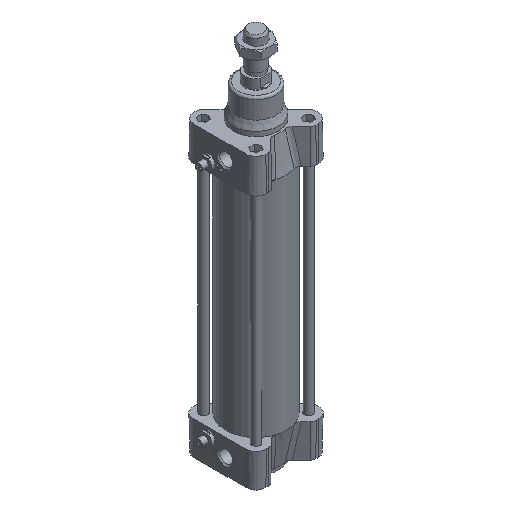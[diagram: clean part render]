
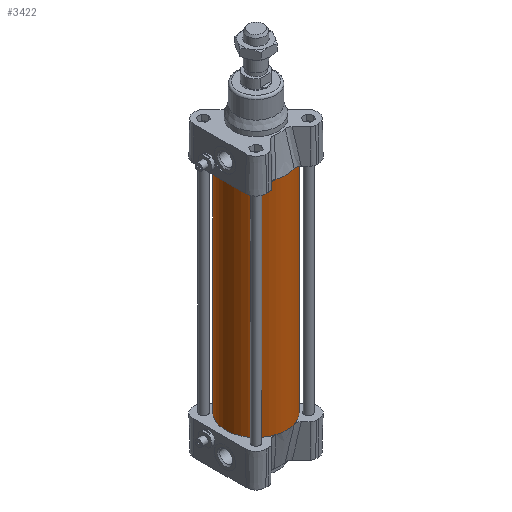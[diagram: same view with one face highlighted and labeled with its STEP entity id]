
A CAD part, isometric view. The second image highlights one B-rep face of the part: STEP entity #3422.
In plain terms, the highlighted cylindrical face has radius 27 mm (diameter 54 mm), a full revolution.
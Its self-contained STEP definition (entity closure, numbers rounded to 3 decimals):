
#803=FACE_BOUND('',#1150,.T.);
#915=FACE_OUTER_BOUND('',#1149,.T.);
#1149=EDGE_LOOP('',(#2506,#2507,#2508,#2509,#2510,#2511));
#1150=EDGE_LOOP('',(#2512,#2513,#2514,#2515,#2516,#2517));
#1437=CIRCLE('',#3693,27.);
#1438=CIRCLE('',#3694,27.);
#1439=CIRCLE('',#3695,27.);
#1440=CIRCLE('',#3696,27.);
#1441=CIRCLE('',#3697,27.);
#1442=CIRCLE('',#3698,27.);
#1443=CIRCLE('',#3699,27.);
#1444=CIRCLE('',#3700,27.);
#1445=CIRCLE('',#3701,27.);
#1446=CIRCLE('',#3702,27.);
#1447=CIRCLE('',#3703,27.);
#1448=CIRCLE('',#3704,27.);
#1626=VERTEX_POINT('',#5216);
#1627=VERTEX_POINT('',#5217);
#1628=VERTEX_POINT('',#5219);
#1629=VERTEX_POINT('',#5221);
#1630=VERTEX_POINT('',#5223);
#1631=VERTEX_POINT('',#5225);
#1632=VERTEX_POINT('',#5228);
#1633=VERTEX_POINT('',#5229);
#1634=VERTEX_POINT('',#5231);
#1635=VERTEX_POINT('',#5233);
#1636=VERTEX_POINT('',#5235);
#1637=VERTEX_POINT('',#5237);
#1969=EDGE_CURVE('',#1626,#1627,#1437,.T.);
#1970=EDGE_CURVE('',#1628,#1626,#1438,.T.);
#1971=EDGE_CURVE('',#1629,#1628,#1439,.T.);
#1972=EDGE_CURVE('',#1630,#1629,#1440,.T.);
#1973=EDGE_CURVE('',#1631,#1630,#1441,.T.);
#1974=EDGE_CURVE('',#1627,#1631,#1442,.T.);
#1975=EDGE_CURVE('',#1632,#1633,#1443,.T.);
#1976=EDGE_CURVE('',#1634,#1632,#1444,.T.);
#1977=EDGE_CURVE('',#1635,#1634,#1445,.T.);
#1978=EDGE_CURVE('',#1636,#1635,#1446,.T.);
#1979=EDGE_CURVE('',#1637,#1636,#1447,.T.);
#1980=EDGE_CURVE('',#1633,#1637,#1448,.T.);
#2506=ORIENTED_EDGE('',*,*,#1969,.F.);
#2507=ORIENTED_EDGE('',*,*,#1970,.F.);
#2508=ORIENTED_EDGE('',*,*,#1971,.F.);
#2509=ORIENTED_EDGE('',*,*,#1972,.F.);
#2510=ORIENTED_EDGE('',*,*,#1973,.F.);
#2511=ORIENTED_EDGE('',*,*,#1974,.F.);
#2512=ORIENTED_EDGE('',*,*,#1975,.F.);
#2513=ORIENTED_EDGE('',*,*,#1976,.F.);
#2514=ORIENTED_EDGE('',*,*,#1977,.F.);
#2515=ORIENTED_EDGE('',*,*,#1978,.F.);
#2516=ORIENTED_EDGE('',*,*,#1979,.F.);
#2517=ORIENTED_EDGE('',*,*,#1980,.F.);
#3364=CYLINDRICAL_SURFACE('',#3692,27.);
#3422=ADVANCED_FACE('',(#915,#803),#3364,.T.);
#3692=AXIS2_PLACEMENT_3D('',#5215,#4194,#4195);
#3693=AXIS2_PLACEMENT_3D('',#5218,#4196,#4197);
#3694=AXIS2_PLACEMENT_3D('',#5220,#4198,#4199);
#3695=AXIS2_PLACEMENT_3D('',#5222,#4200,#4201);
#3696=AXIS2_PLACEMENT_3D('',#5224,#4202,#4203);
#3697=AXIS2_PLACEMENT_3D('',#5226,#4204,#4205);
#3698=AXIS2_PLACEMENT_3D('',#5227,#4206,#4207);
#3699=AXIS2_PLACEMENT_3D('',#5230,#4208,#4209);
#3700=AXIS2_PLACEMENT_3D('',#5232,#4210,#4211);
#3701=AXIS2_PLACEMENT_3D('',#5234,#4212,#4213);
#3702=AXIS2_PLACEMENT_3D('',#5236,#4214,#4215);
#3703=AXIS2_PLACEMENT_3D('',#5238,#4216,#4217);
#3704=AXIS2_PLACEMENT_3D('',#5239,#4218,#4219);
#4194=DIRECTION('center_axis',(0.,0.,1.));
#4195=DIRECTION('ref_axis',(-1.,0.,0.));
#4196=DIRECTION('center_axis',(0.,0.,-1.));
#4197=DIRECTION('ref_axis',(-1.,0.,0.));
#4198=DIRECTION('center_axis',(0.,0.,-1.));
#4199=DIRECTION('ref_axis',(-1.,0.,0.));
#4200=DIRECTION('center_axis',(0.,0.,-1.));
#4201=DIRECTION('ref_axis',(-1.,0.,0.));
#4202=DIRECTION('center_axis',(0.,0.,-1.));
#4203=DIRECTION('ref_axis',(-1.,0.,0.));
#4204=DIRECTION('center_axis',(0.,0.,-1.));
#4205=DIRECTION('ref_axis',(-1.,0.,0.));
#4206=DIRECTION('center_axis',(0.,0.,-1.));
#4207=DIRECTION('ref_axis',(-1.,0.,0.));
#4208=DIRECTION('center_axis',(0.,0.,1.));
#4209=DIRECTION('ref_axis',(-1.,0.,0.));
#4210=DIRECTION('center_axis',(0.,0.,1.));
#4211=DIRECTION('ref_axis',(-1.,0.,0.));
#4212=DIRECTION('center_axis',(0.,0.,1.));
#4213=DIRECTION('ref_axis',(-1.,0.,0.));
#4214=DIRECTION('center_axis',(0.,0.,1.));
#4215=DIRECTION('ref_axis',(-1.,0.,0.));
#4216=DIRECTION('center_axis',(0.,0.,1.));
#4217=DIRECTION('ref_axis',(-1.,0.,0.));
#4218=DIRECTION('center_axis',(0.,0.,1.));
#4219=DIRECTION('ref_axis',(-1.,0.,0.));
#5215=CARTESIAN_POINT('Origin',(0.,0.,0.));
#5216=CARTESIAN_POINT('',(8.123,25.749,-98.));
#5217=CARTESIAN_POINT('',(25.749,8.123,-98.));
#5218=CARTESIAN_POINT('Origin',(0.,0.,-98.));
#5219=CARTESIAN_POINT('',(-8.123,25.749,-98.));
#5220=CARTESIAN_POINT('Origin',(0.,0.,-98.));
#5221=CARTESIAN_POINT('',(-8.123,-25.749,-98.));
#5222=CARTESIAN_POINT('Origin',(0.,0.,-98.));
#5223=CARTESIAN_POINT('',(8.123,-25.749,-98.));
#5224=CARTESIAN_POINT('Origin',(0.,0.,-98.));
#5225=CARTESIAN_POINT('',(25.749,-8.123,-98.));
#5226=CARTESIAN_POINT('Origin',(0.,0.,-98.));
#5227=CARTESIAN_POINT('Origin',(0.,0.,-98.));
#5228=CARTESIAN_POINT('',(8.123,-25.749,98.));
#5229=CARTESIAN_POINT('',(25.749,-8.123,98.));
#5230=CARTESIAN_POINT('Origin',(0.,0.,98.));
#5231=CARTESIAN_POINT('',(-8.123,-25.749,98.));
#5232=CARTESIAN_POINT('Origin',(0.,0.,98.));
#5233=CARTESIAN_POINT('',(-8.123,25.749,98.));
#5234=CARTESIAN_POINT('Origin',(0.,0.,98.));
#5235=CARTESIAN_POINT('',(8.123,25.749,98.));
#5236=CARTESIAN_POINT('Origin',(0.,0.,98.));
#5237=CARTESIAN_POINT('',(25.749,8.123,98.));
#5238=CARTESIAN_POINT('Origin',(0.,0.,98.));
#5239=CARTESIAN_POINT('Origin',(0.,0.,98.));
